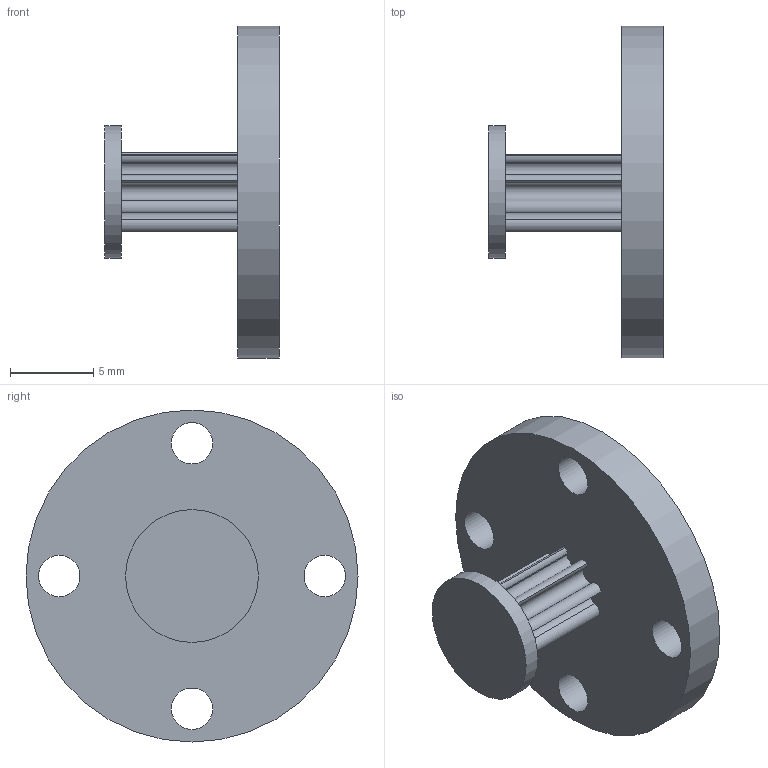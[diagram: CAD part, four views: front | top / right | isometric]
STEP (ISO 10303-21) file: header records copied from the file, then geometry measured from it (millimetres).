
FILE_DESCRIPTION(/* description */ (''),/* implementation_level */ '2;1');
FILE_NAME(/* name */ 'Pulley.stp',/* time_stamp */ '2022-08-10T13:12:29+03:00',/* author */ ('zreik'),/* organization */ (''),/* preprocessor_version */ 'ST-DEVELOPER v17',/* originating_system */ 'Autodesk Inventor 2019',/* authorisation */ '');
FILE_SCHEMA (('AUTOMOTIVE_DESIGN { 1 0 10303 214 3 1 1 }'));
Length unit declared in the file: millimetre
Products named in the file (1): GT2 Timing Pulley T40
Bounding box: 10.5 x 20 x 20 mm (x, y, z)
Volume: 864.2 mm3; surface area: 1091.4 mm2
Topology: 1 solids, 1 shells, 42 faces, 118 edges, 80 vertices
Faces by surface type: cylinder 30, plane 12
Full cylindrical faces by diameter (mm): 2.5 x4, 8 x1, 20 x1
Entity records: 1453 total; most frequent: DIRECTION 268, CARTESIAN_POINT 241, ORIENTED_EDGE 236, EDGE_CURVE 118, AXIS2_PLACEMENT_3D 107, VERTEX_POINT 80, CIRCLE 64, LINE 54
